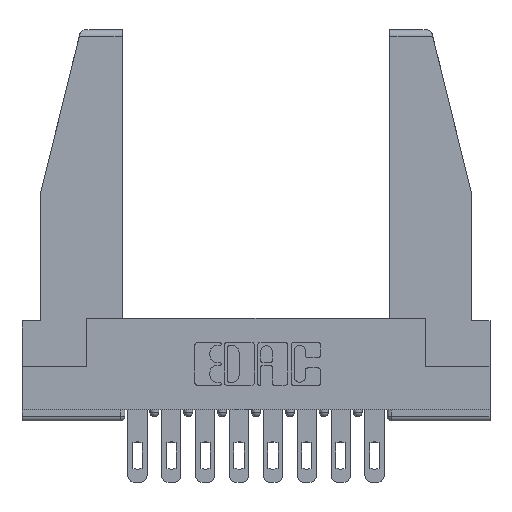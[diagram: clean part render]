
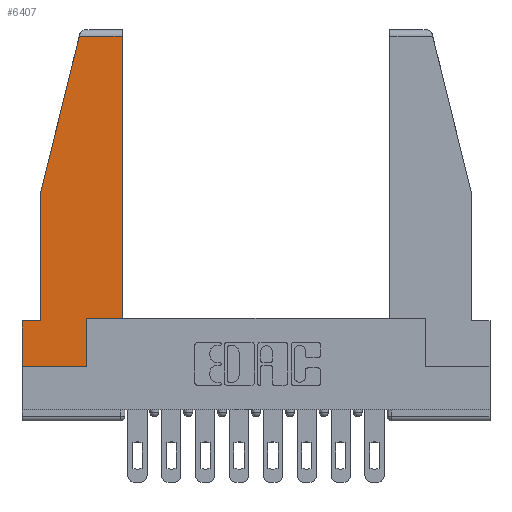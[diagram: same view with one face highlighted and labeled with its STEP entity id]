
A CAD part, top view. The second image highlights one B-rep face of the part: STEP entity #6407.
In plain terms, the highlighted planar face has unit normal (0, 0, 1).
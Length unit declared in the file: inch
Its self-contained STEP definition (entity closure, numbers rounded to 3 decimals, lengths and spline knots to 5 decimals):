
#178 = CARTESIAN_POINT ( 'NONE',  ( 0.461, 0.223, 0. ) ) ;
#201 = CARTESIAN_POINT ( 'NONE',  ( 0., 0.21, 0. ) ) ;
#278 = LINE ( 'NONE', #12029, #7704 ) ;
#367 = CARTESIAN_POINT ( 'NONE',  ( 0.297, 0.223, 0. ) ) ;
#952 = CARTESIAN_POINT ( 'NONE',  ( 0.461, 1.52, 0. ) ) ;
#975 = LINE ( 'NONE', #12338, #5166 ) ;
#1369 = CARTESIAN_POINT ( 'NONE',  ( 0.086, 0.21, 0. ) ) ;
#1374 = VERTEX_POINT ( 'NONE', #201 ) ;
#1870 = PLANE ( 'NONE',  #11815 ) ;
#1882 = ORIENTED_EDGE ( 'NONE', *, *, #7874, .T. ) ;
#2098 = CARTESIAN_POINT ( 'NONE',  ( 0., 0.21, 0. ) ) ;
#2138 = ORIENTED_EDGE ( 'NONE', *, *, #13134, .T. ) ;
#2142 = DIRECTION ( 'NONE',  ( 0., -1., 0. ) ) ;
#2143 = DIRECTION ( 'NONE',  ( -1., 0., 0. ) ) ;
#2519 = DIRECTION ( 'NONE',  ( 0., -1., 0. ) ) ;
#3155 = DIRECTION ( 'NONE',  ( 0., 1., 0. ) ) ;
#3424 = EDGE_LOOP ( 'NONE', ( #5155, #3532, #12715, #11678, #2138, #5173, #8823, #5294, #1882 ) ) ;
#3532 = ORIENTED_EDGE ( 'NONE', *, *, #11798, .T. ) ;
#3891 = LINE ( 'NONE', #11236, #4296 ) ;
#4296 = VECTOR ( 'NONE', #13402, 39.37008 ) ;
#4356 = CARTESIAN_POINT ( 'NONE',  ( 0.297, 0.223, 0. ) ) ;
#4887 = CARTESIAN_POINT ( 'NONE',  ( 0.297, 0., 0. ) ) ;
#5018 = VERTEX_POINT ( 'NONE', #952 ) ;
#5080 = CARTESIAN_POINT ( 'NONE',  ( 0., 0., 0. ) ) ;
#5133 = EDGE_CURVE ( 'NONE', #10914, #12486, #8594, .T. ) ;
#5155 = ORIENTED_EDGE ( 'NONE', *, *, #10838, .T. ) ;
#5166 = VECTOR ( 'NONE', #5237, 39.37008 ) ;
#5173 = ORIENTED_EDGE ( 'NONE', *, *, #13411, .T. ) ;
#5237 = DIRECTION ( 'NONE',  ( -0.239, -0.971, 0. ) ) ;
#5242 = LINE ( 'NONE', #2098, #6358 ) ;
#5249 = LINE ( 'NONE', #10715, #12867 ) ;
#5294 = ORIENTED_EDGE ( 'NONE', *, *, #12148, .T. ) ;
#5980 = EDGE_CURVE ( 'NONE', #8325, #10914, #975, .T. ) ;
#6175 = FACE_OUTER_BOUND ( 'NONE', #3424, .T. ) ;
#6358 = VECTOR ( 'NONE', #7580, 39.37008 ) ;
#6407 = ADVANCED_FACE ( 'NONE', ( #6175 ), #1870, .T. ) ;
#6785 = EDGE_CURVE ( 'NONE', #10404, #7468, #3891, .T. ) ;
#7008 = LINE ( 'NONE', #4887, #12157 ) ;
#7246 = CARTESIAN_POINT ( 'NONE',  ( 0.297, 0., 0. ) ) ;
#7468 = VERTEX_POINT ( 'NONE', #7246 ) ;
#7580 = DIRECTION ( 'NONE',  ( -1., 0., 0. ) ) ;
#7595 = LINE ( 'NONE', #367, #11637 ) ;
#7704 = VECTOR ( 'NONE', #2519, 39.37008 ) ;
#7874 = EDGE_CURVE ( 'NONE', #12735, #8687, #7595, .T. ) ;
#8325 = VERTEX_POINT ( 'NONE', #9698 ) ;
#8457 = CARTESIAN_POINT ( 'NONE',  ( 0.086, 0.8, 0. ) ) ;
#8594 = LINE ( 'NONE', #8457, #11786 ) ;
#8687 = VERTEX_POINT ( 'NONE', #178 ) ;
#8823 = ORIENTED_EDGE ( 'NONE', *, *, #6785, .T. ) ;
#9093 = DIRECTION ( 'NONE',  ( 0., 1., 0. ) ) ;
#9287 = LINE ( 'NONE', #9355, #9907 ) ;
#9290 = DIRECTION ( 'NONE',  ( 0., 0., 1. ) ) ;
#9355 = CARTESIAN_POINT ( 'NONE',  ( 0., 1.52, 0. ) ) ;
#9356 = DIRECTION ( 'NONE',  ( 1., 0., 0. ) ) ;
#9698 = CARTESIAN_POINT ( 'NONE',  ( 0.2636, 1.52, 0. ) ) ;
#9797 = DIRECTION ( 'NONE',  ( 1., 0., 0. ) ) ;
#9907 = VECTOR ( 'NONE', #2143, 39.37008 ) ;
#10404 = VERTEX_POINT ( 'NONE', #12818 ) ;
#10715 = CARTESIAN_POINT ( 'NONE',  ( 0.461, 0.223, 0. ) ) ;
#10838 = EDGE_CURVE ( 'NONE', #8687, #5018, #5249, .T. ) ;
#10914 = VERTEX_POINT ( 'NONE', #13077 ) ;
#11236 = CARTESIAN_POINT ( 'NONE',  ( 0., 0., 0. ) ) ;
#11637 = VECTOR ( 'NONE', #9797, 39.37008 ) ;
#11678 = ORIENTED_EDGE ( 'NONE', *, *, #5133, .T. ) ;
#11786 = VECTOR ( 'NONE', #2142, 39.37008 ) ;
#11798 = EDGE_CURVE ( 'NONE', #5018, #8325, #9287, .T. ) ;
#11815 = AXIS2_PLACEMENT_3D ( 'NONE', #5080, #9290, #9356 ) ;
#12029 = CARTESIAN_POINT ( 'NONE',  ( 0., 0.21, 0. ) ) ;
#12148 = EDGE_CURVE ( 'NONE', #7468, #12735, #7008, .T. ) ;
#12157 = VECTOR ( 'NONE', #9093, 39.37008 ) ;
#12338 = CARTESIAN_POINT ( 'NONE',  ( 0.271, 1.55, 0. ) ) ;
#12486 = VERTEX_POINT ( 'NONE', #1369 ) ;
#12715 = ORIENTED_EDGE ( 'NONE', *, *, #5980, .T. ) ;
#12735 = VERTEX_POINT ( 'NONE', #4356 ) ;
#12818 = CARTESIAN_POINT ( 'NONE',  ( 0., 0., 0. ) ) ;
#12867 = VECTOR ( 'NONE', #3155, 39.37008 ) ;
#13077 = CARTESIAN_POINT ( 'NONE',  ( 0.086, 0.8, 0. ) ) ;
#13134 = EDGE_CURVE ( 'NONE', #12486, #1374, #5242, .T. ) ;
#13402 = DIRECTION ( 'NONE',  ( 1., 0., 0. ) ) ;
#13411 = EDGE_CURVE ( 'NONE', #1374, #10404, #278, .T. ) ;
